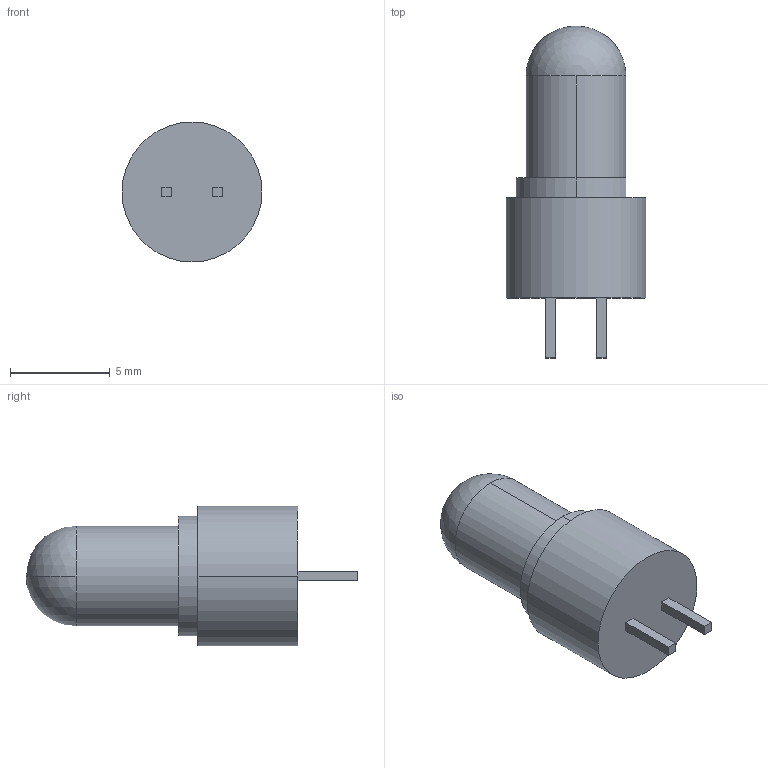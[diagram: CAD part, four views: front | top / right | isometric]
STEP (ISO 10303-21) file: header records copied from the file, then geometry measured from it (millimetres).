
FILE_DESCRIPTION (( 'STEP AP214' ), '1' );
FILE_NAME ('LED 5mm_with 5mm spacer.STEP', '2022-12-14T06:51:00', ( '' ), ( '' ), 'SwSTEP 2.0', 'SolidWorks 2019', '' );
FILE_SCHEMA (( 'AUTOMOTIVE_DESIGN' ));
Length unit declared in the file: millimetre
Products named in the file (3): LED 5mm_no pin_00; 櫻蠉錪2^LED 5mm_with 5mm spacer; LED 5mm_with 5mm spacer
Assembly tree (2 placements, depth 2):
  LED 5mm_with 5mm spacer
    LED 5mm_no pin_00
    櫻蠉錪2^LED 5mm_with 5mm spacer
Bounding box: 7 x 16.6 x 7 mm (x, y, z)
Volume: 353.9 mm3; surface area: 371.6 mm2
Topology: 2 solids, 2 shells, 24 faces, 56 edges, 36 vertices
Faces by surface type: plane 15, cylinder 7, sphere 2
Entity records: 831 total; most frequent: DIRECTION 131, CARTESIAN_POINT 119, ORIENTED_EDGE 108, EDGE_CURVE 54, AXIS2_PLACEMENT_3D 48, VERTEX_POINT 36, VECTOR 35, LINE 35
